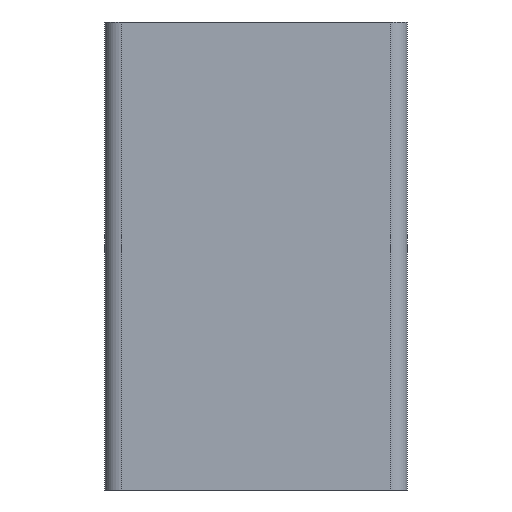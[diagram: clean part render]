
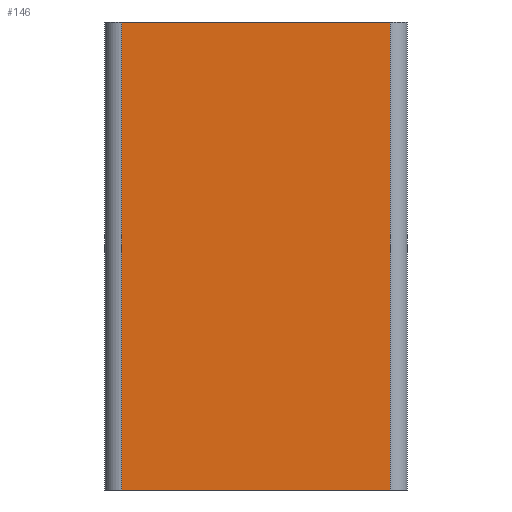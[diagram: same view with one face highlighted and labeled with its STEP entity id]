
A CAD part, front view. The second image highlights one B-rep face of the part: STEP entity #146.
In plain terms, the highlighted free-form (B-spline) face has degree [1, 1] with [2, 2] control points.
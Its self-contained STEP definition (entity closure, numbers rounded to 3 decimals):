
#107=CARTESIAN_POINT('',(31.5,-12.7,-110.0));
#108=CARTESIAN_POINT('',(31.5,-12.7,0.0));
#109=CARTESIAN_POINT('',(-31.5,-12.7,-110.0));
#110=CARTESIAN_POINT('',(-31.5,-12.7,0.0));
#111=B_SPLINE_SURFACE_WITH_KNOTS('',1,1,((#107,#109),(#108,#110)),.UNSPECIFIED.,.F.,.F.,.U.,(2,2),(2,2),(0.0,110.0),(0.0,63.),.UNSPECIFIED.);
#112=CARTESIAN_POINT('',(31.5,-12.7,-110.0));
#113=VERTEX_POINT('',#112);
#114=CARTESIAN_POINT('',(31.5,-12.7,0.0));
#115=VERTEX_POINT('',#114);
#116=CARTESIAN_POINT('',(31.5,-12.7,-110.0));
#117=DIRECTION('',(0.0,0.0,1.0));
#118=VECTOR('',#117,110.0);
#119=LINE('',#116,#118);
#120=EDGE_CURVE('',#113,#115,#119,.T.);
#121=ORIENTED_EDGE('',*,*,#120,.T.);
#122=CARTESIAN_POINT('',(-31.5,-12.7,0.0));
#123=VERTEX_POINT('',#122);
#124=CARTESIAN_POINT('',(-31.5,-12.7,0.0));
#125=DIRECTION('',(1.0,0.0,0.0));
#126=VECTOR('',#125,63.);
#127=LINE('',#124,#126);
#128=EDGE_CURVE('',#123,#115,#127,.T.);
#129=ORIENTED_EDGE('',*,*,#128,.F.);
#130=CARTESIAN_POINT('',(-31.5,-12.7,-110.0));
#131=VERTEX_POINT('',#130);
#132=CARTESIAN_POINT('',(-31.5,-12.7,0.0));
#133=DIRECTION('',(0.0,0.0,-1.0));
#134=VECTOR('',#133,110.0);
#135=LINE('',#132,#134);
#136=EDGE_CURVE('',#123,#131,#135,.T.);
#137=ORIENTED_EDGE('',*,*,#136,.T.);
#138=CARTESIAN_POINT('',(31.5,-12.7,-110.0));
#139=DIRECTION('',(-1.0,0.0,0.0));
#140=VECTOR('',#139,63.);
#141=LINE('',#138,#140);
#142=EDGE_CURVE('',#113,#131,#141,.T.);
#143=ORIENTED_EDGE('',*,*,#142,.F.);
#144=EDGE_LOOP('',(#121,#129,#137,#143));
#145=FACE_OUTER_BOUND('',#144,.T.);
#146=ADVANCED_FACE('',(#145),#111,.T.);
